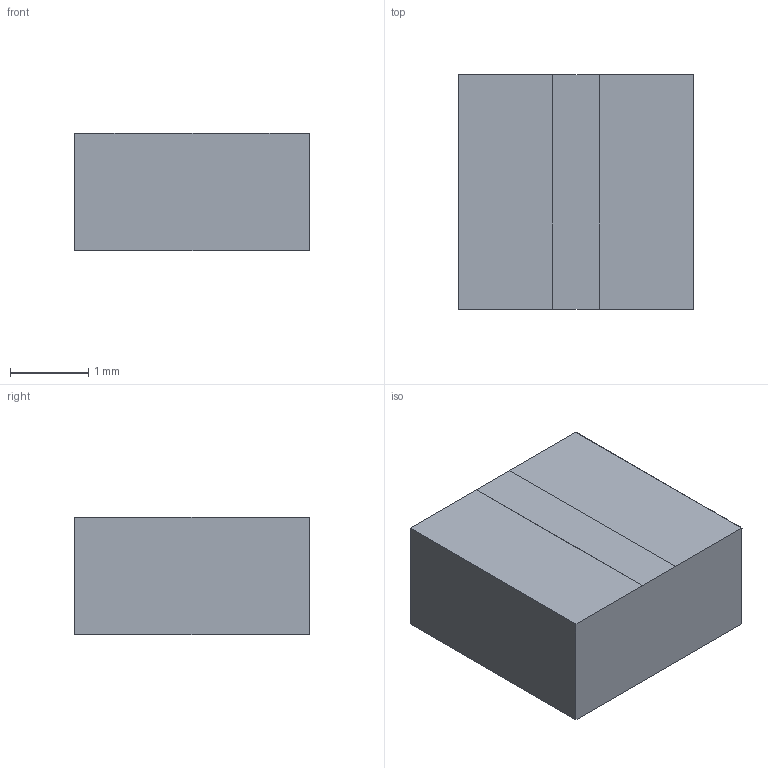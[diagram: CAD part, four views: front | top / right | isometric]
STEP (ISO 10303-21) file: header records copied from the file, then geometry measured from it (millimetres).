
FILE_DESCRIPTION (( 'STEP AP214' ), '1' );
FILE_NAME ('74438335220.STEP', '2024-10-20T08:11:40', ( '' ), ( '' ), 'SwSTEP 2.0', 'SolidWorks 2023', '' );
FILE_SCHEMA (( 'AUTOMOTIVE_DESIGN' ));
Length unit declared in the file: inch
Products named in the file (3): body_30xx; land_pattern_30xx; 74438335220
Assembly tree (3 placements, depth 2):
  74438335220
    body_30xx
    land_pattern_30xx  x2
Bounding box: 3 x 3 x 1.5 mm (x, y, z)
Volume: 13.5 mm3; surface area: 50.4 mm2
Topology: 3 solids, 3 shells, 94 faces, 242 edges, 164 vertices
Faces by surface type: plane 81, bspline 13
Entity records: 4677 total; most frequent: CARTESIAN_POINT 1222, ORIENTED_EDGE 476, DIRECTION 375, EDGE_CURVE 238, LINE 205, VECTOR 205, VERTEX_POINT 160, EDGE_LOOP 102
